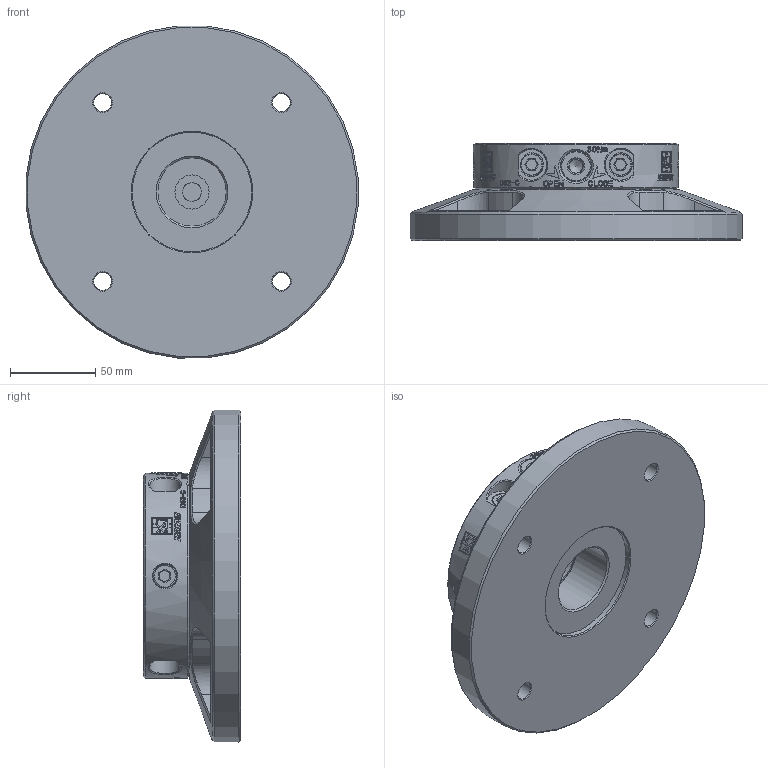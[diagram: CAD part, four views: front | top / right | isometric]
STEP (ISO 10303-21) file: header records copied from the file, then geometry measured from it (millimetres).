
FILE_DESCRIPTION(/* description */ (''),/* implementation_level */ '2;1');
FILE_NAME(/* name */ '',/* time_stamp */ '2024-12-12T17:29:03+08:00',/* author */ (''),/* organization */ (''),/* preprocessor_version */ 'ST-DEVELOPER v11',/* originating_system */ 'SIEMENS PLM Software NX 7.0',/* authorisation */ '');
FILE_SCHEMA (('CONFIG_CONTROL_DESIGN'));
Products named in the file (1): Admi48DBz1rz
Bounding box: 194.26 x 57 x 194.26 mm (x, y, z)
Volume: 910015 mm3; surface area: 137686.1 mm2
Topology: 13 solids, 13 shells, 1310 faces, 3395 edges, 2227 vertices
Faces by surface type: plane 633, bspline 342, cylinder 265, cone 56, torus 14
Full cylindrical faces by diameter (mm): 4.2 x4, 5 x2, 6 x2, 8 x5, 8.5 x2, 10 x1, 10.5 x4, 11 x5, 12 x11, 13.2 x2, 14 x12, 14.8 x1, 15 x4, 15.5 x4, 15.7 x4, 16 x4, 17.8 x2, 18 x8, 18.2 x1, 20 x1, 40 x2, 70 x1, 120 x1, 195 x1
Entity records: 52898 total; most frequent: CARTESIAN_POINT 27149, ORIENTED_EDGE 6266, DIRECTION 3208, EDGE_CURVE 3133, B_SPLINE_CURVE_WITH_KNOTS 2158, VERTEX_POINT 2130, EDGE_LOOP 1614, ADVANCED_FACE 1299
